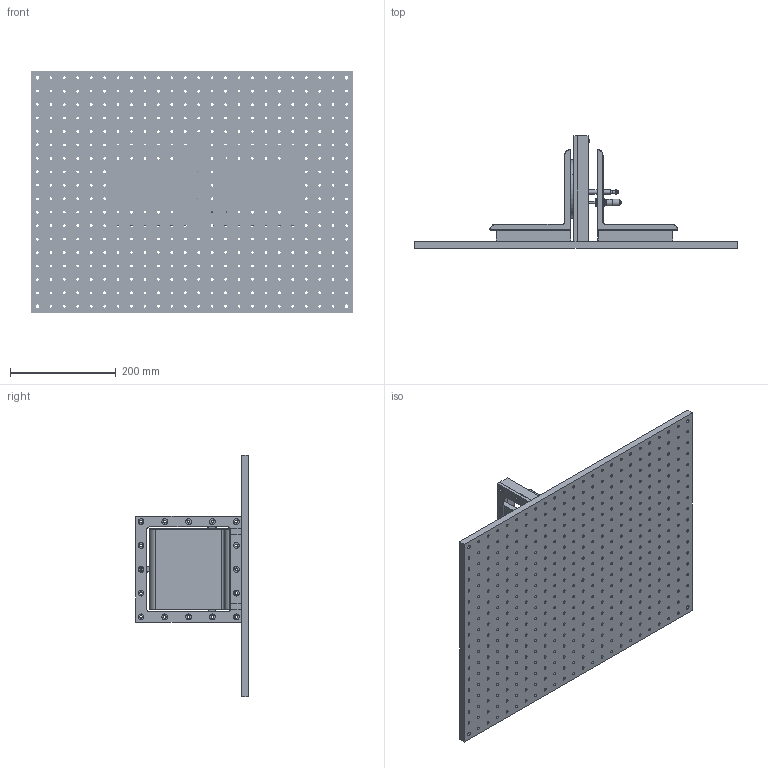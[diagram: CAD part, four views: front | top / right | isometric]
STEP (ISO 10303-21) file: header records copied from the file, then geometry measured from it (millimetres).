
FILE_DESCRIPTION(/* description */ (''),/* implementation_level */ '2;1');
FILE_NAME(/* name */ 'ASML 3dof Prototype v32.step',/* time_stamp */ '2022-05-28T08:37:17-04:00',/* author */ (''),/* organization */ (''),/* preprocessor_version */ 'ST-DEVELOPER v18.1',/* originating_system */ 'Autodesk Translation Framework v10.10.0.1391',/* authorisation */ '');
FILE_SCHEMA (('AUTOMOTIVE_DESIGN { 1 0 10303 214 3 1 1 }'));
Products named in the file (18): ASML 3dof Prototype; Optical breadboard; Wafer; FirstSurfaceMirror; Flexure module; Flexure frame cap; Flexure frame; Flexure 3; 93615A422; 93615A420; Micrometers; 148-804_MHS4-13L; Eddy current sensors; DW-AS-509-M8-001; Mounting bracket; 20ABA v1; 20ABA v1 (1); Offset Blocks
Assembly tree (17 placements, depth 3):
  ASML 3dof Prototype
    Optical breadboard
    Wafer
    FirstSurfaceMirror
    Flexure module
      Flexure frame cap
      Flexure frame
      Flexure 3
      93615A422
      93615A420
    Micrometers
      148-804_MHS4-13L
    Eddy current sensors
      DW-AS-509-M8-001
    Mounting bracket
      20ABA v1
      20ABA v1 (1)
    Offset Blocks
Bounding box: 609.6 x 212.7 x 457.2 mm (x, y, z)
Volume: 4888523.1 mm3; surface area: 1076597.4 mm2
Topology: 16 solids, 22 shells, 1074 faces, 2921 edges, 1918 vertices
Faces by surface type: cylinder 769, plane 231, cone 62, bspline 6, sphere 5, torus 1
Full cylindrical faces by diameter (mm): 1 x3, 1.7 x1, 4.7 x67, 5 x1, 5.105 x428, 5.118 x32, 5.8 x1, 6.118 x16, 6.35 x67, 6.5 x2, 6.9 x1, 7.137 x4, 7.142 x6, 8 x2, 8.7 x1, 9.3 x1, 9.5 x1, 9.525 x3, 10.414 x4, 10.5 x1, 11.025 x16, 12.1 x1, 13 x2, 14 x1, 15 x1, 92 x1, 110 x1
Entity records: 50179 total; most frequent: CARTESIAN_POINT 19889, DIRECTION 6137, ORIENTED_EDGE 5821, EDGE_CURVE 2916, AXIS2_PLACEMENT_3D 2453, EDGE_LOOP 2115, VERTEX_POINT 1918, CIRCLE 1350
